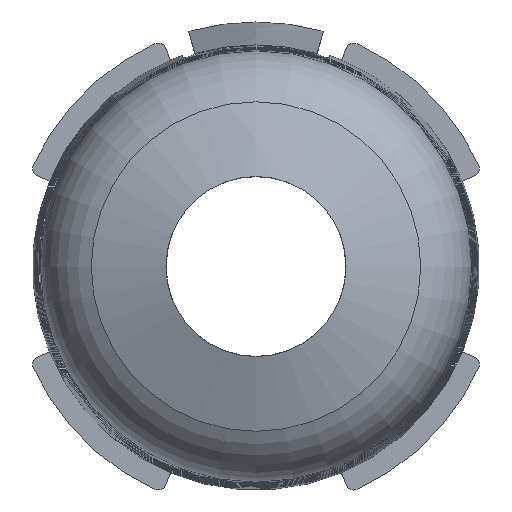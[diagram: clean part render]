
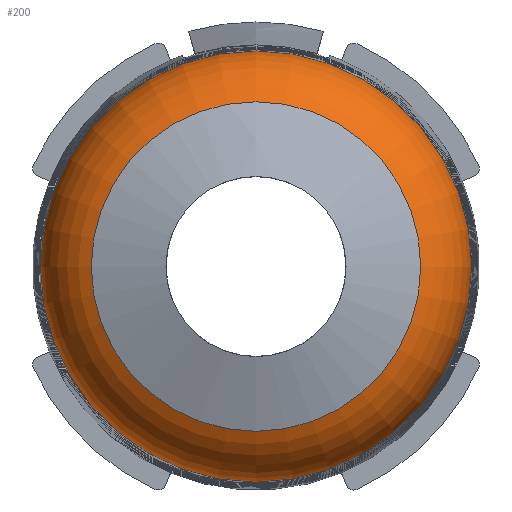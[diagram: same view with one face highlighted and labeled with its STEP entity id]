
A CAD part, front view. The second image highlights one B-rep face of the part: STEP entity #200.
In plain terms, the highlighted toroidal (fillet/blend) face has major radius 16.38 mm and minor radius 11.2 mm.
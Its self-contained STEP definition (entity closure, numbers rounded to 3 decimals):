
#200 = ADVANCED_FACE( '', ( #524, #525 ), #526, .T. );
#524 = FACE_OUTER_BOUND( '', #866, .T. );
#525 = FACE_OUTER_BOUND( '', #867, .T. );
#526 = TOROIDAL_SURFACE( '', #868, 16.38, 11.2 );
#866 = EDGE_LOOP( '', ( #1991 ) );
#867 = EDGE_LOOP( '', ( #1992 ) );
#868 = AXIS2_PLACEMENT_3D( '', #1993, #1994, #1995 );
#1991 = ORIENTED_EDGE( '', *, *, #2532, .T. );
#1992 = ORIENTED_EDGE( '', *, *, #2371, .F. );
#1993 = CARTESIAN_POINT( '', ( 0., 13.466, 0. ) );
#1994 = DIRECTION( '', ( 0., 1., 0. ) );
#1995 = DIRECTION( '', ( 0., 0., 1. ) );
#2371 = EDGE_CURVE( '', #3005, #3005, #3006, .T. );
#2532 = EDGE_CURVE( '', #3203, #3203, #3204, .T. );
#3005 = VERTEX_POINT( '', #6969 );
#3006 = CIRCLE( '', #6970, 27.579 );
#3203 = VERTEX_POINT( '', #7299 );
#3204 = CIRCLE( '', #7300, 21.083 );
#6969 = CARTESIAN_POINT( '', ( 0., 13.339, 27.579 ) );
#6970 = AXIS2_PLACEMENT_3D( '', #7692, #7693, #7694 );
#7299 = CARTESIAN_POINT( '', ( 0., 3.302, 21.083 ) );
#7300 = AXIS2_PLACEMENT_3D( '', #7911, #7912, #7913 );
#7692 = CARTESIAN_POINT( '', ( 0., 13.339, 0. ) );
#7693 = DIRECTION( '', ( 0., 1., 0. ) );
#7694 = DIRECTION( '', ( 0., 0., 1. ) );
#7911 = CARTESIAN_POINT( '', ( 0., 3.302, 0. ) );
#7912 = DIRECTION( '', ( 0., 1., 0. ) );
#7913 = DIRECTION( '', ( 0., 0., 1. ) );
